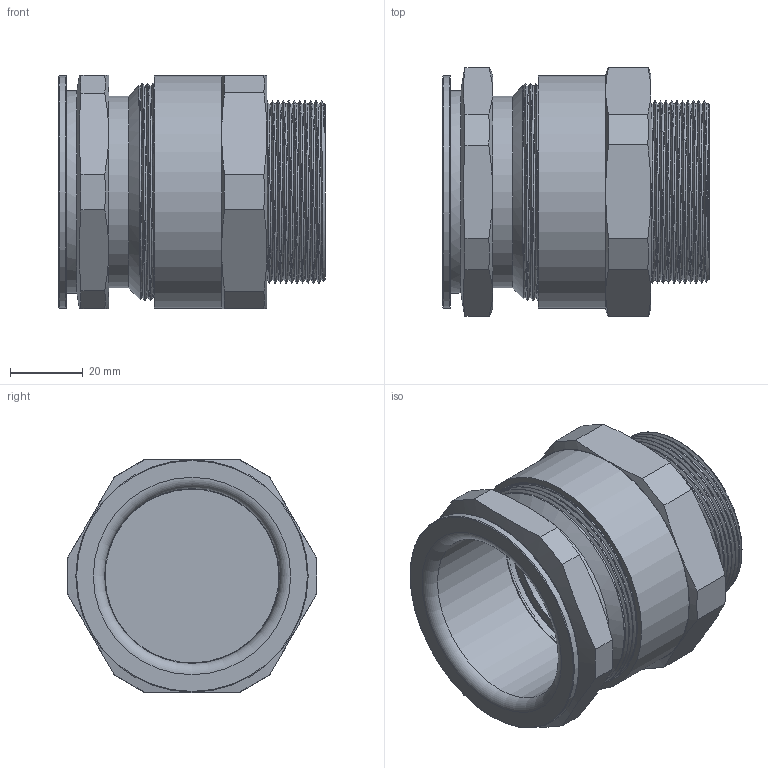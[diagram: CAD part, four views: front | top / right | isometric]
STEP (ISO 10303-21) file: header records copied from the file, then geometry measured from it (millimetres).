
FILE_DESCRIPTION(/* description */ ('ADE-1F2 M 50x1,5, Gr. 11'),/* implementation_level */ '2;1');
FILE_NAME(/* name */ '00807084V1-RST.stp',/* time_stamp */ '2021-09-02T08:14:07+02:00',/* author */ ('sl'),/* organization */ (''),/* preprocessor_version */ 'ST-DEVELOPER v16.5',/* originating_system */ 'Autodesk Inventor 2017',/* authorisation */ '');
FILE_SCHEMA (('AUTOMOTIVE_DESIGN { 1 0 10303 214 3 1 1 }'));
Length unit declared in the file: millimetre
Products named in the file (5): 00807084V1; 00807084V1_1; 00807084V1_2; 00807084V1_3; 00807084V1_4
Assembly tree (4 placements, depth 2):
  00807084V1
    00807084V1_1
    00807084V1_2
    00807084V1_3
    00807084V1_4
Bounding box: 73.05 x 68.32 x 64 mm (x, y, z)
Volume: 73999.7 mm3; surface area: 54716.6 mm2
Topology: 4 solids, 4 shells, 123 faces, 274 edges, 171 vertices
Faces by surface type: plane 45, cylinder 34, cone 28, torus 10, bspline 6
Full cylindrical faces by diameter (mm): 45 x1, 47.63 x1, 48.11 x1, 48.12 x1, 48.64 x1, 48.92 x1, 52.14 x1, 52.19 x1, 52.55 x1, 55.45 x1, 55.53 x1, 57.97 x1, 58.4 x12, 58.44 x2, 63.65 x1, 63.79 x1
Entity records: 7991 total; most frequent: CARTESIAN_POINT 5814, DIRECTION 414, ORIENTED_EDGE 390, EDGE_CURVE 195, AXIS2_PLACEMENT_3D 195, EDGE_LOOP 166, VERTEX_POINT 141, FACE_OUTER_BOUND 111
